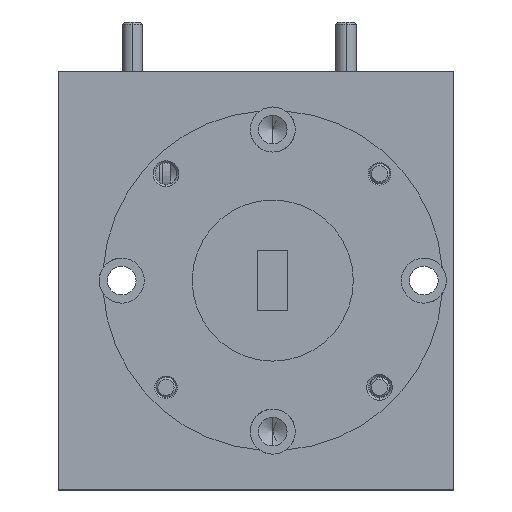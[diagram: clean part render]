
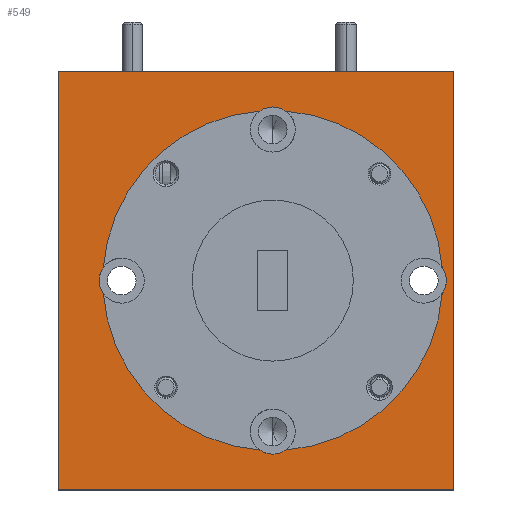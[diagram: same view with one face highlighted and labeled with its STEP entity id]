
A CAD part, left-side view. The second image highlights one B-rep face of the part: STEP entity #549.
In plain terms, the highlighted planar face has unit normal (-1, 0, 0).
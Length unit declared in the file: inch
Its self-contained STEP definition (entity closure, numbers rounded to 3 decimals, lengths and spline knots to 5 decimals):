
#237 = VERTEX_POINT ( 'NONE', #14842 ) ;
#314 = VERTEX_POINT ( 'NONE', #11656 ) ;
#377 = ORIENTED_EDGE ( 'NONE', *, *, #5595, .F. ) ;
#457 = DIRECTION ( 'NONE',  ( -1., 0., 0. ) ) ;
#474 = CIRCLE ( 'NONE', #14633, 0.07 ) ;
#486 = DIRECTION ( 'NONE',  ( -1., 0., 0. ) ) ;
#549 = ADVANCED_FACE ( 'NONE', ( #14298, #765 ), #12020, .F. ) ;
#765 = FACE_BOUND ( 'NONE', #15449, .T. ) ;
#1124 = DIRECTION ( 'NONE',  ( -1., 0., 0. ) ) ;
#1531 = EDGE_CURVE ( 'NONE', #12477, #24692, #7534, .T. ) ;
#1808 = CIRCLE ( 'NONE', #13109, 0.07 ) ;
#1841 = CIRCLE ( 'NONE', #8706, 0.07 ) ;
#2241 = CARTESIAN_POINT ( 'NONE',  ( -3.50416, 0.08455, -0.19676 ) ) ;
#2276 = AXIS2_PLACEMENT_3D ( 'NONE', #17801, #457, #8178 ) ;
#2535 = DIRECTION ( 'NONE',  ( 0., 0., -1. ) ) ;
#3122 = LINE ( 'NONE', #10835, #8600 ) ;
#3147 = ORIENTED_EDGE ( 'NONE', *, *, #3400, .T. ) ;
#3400 = EDGE_CURVE ( 'NONE', #18018, #237, #5165, .T. ) ;
#3450 = AXIS2_PLACEMENT_3D ( 'NONE', #4421, #8479, #2535 ) ;
#4081 = ORIENTED_EDGE ( 'NONE', *, *, #21523, .F. ) ;
#4250 = CARTESIAN_POINT ( 'NONE',  ( -3.50416, 0.04421, 0.79795 ) ) ;
#4333 = VERTEX_POINT ( 'NONE', #23668 ) ;
#4421 = CARTESIAN_POINT ( 'NONE',  ( -3.50416, 0.71021, 0.9792 ) ) ;
#4472 = ORIENTED_EDGE ( 'NONE', *, *, #7458, .F. ) ;
#4530 = CARTESIAN_POINT ( 'NONE',  ( -3.50416, -0.42454, 0.3292 ) ) ;
#4998 = VERTEX_POINT ( 'NONE', #10847 ) ;
#5165 = LINE ( 'NONE', #20377, #13572 ) ;
#5370 = EDGE_LOOP ( 'NONE', ( #14472, #16163, #6215, #3147 ) ) ;
#5556 = EDGE_CURVE ( 'NONE', #4333, #12531, #7750, .T. ) ;
#5595 = EDGE_CURVE ( 'NONE', #12531, #15012, #19487, .T. ) ;
#5701 = DIRECTION ( 'NONE',  ( -1., 0., 0. ) ) ;
#6000 = AXIS2_PLACEMENT_3D ( 'NONE', #4250, #13995, #18187 ) ;
#6001 = VERTEX_POINT ( 'NONE', #2241 ) ;
#6104 = CARTESIAN_POINT ( 'NONE',  ( -3.50416, -0.51779, 0.9792 ) ) ;
#6127 = DIRECTION ( 'NONE',  ( 0., 0., 1. ) ) ;
#6171 = DIRECTION ( 'NONE',  ( 0., 0., 1. ) ) ;
#6209 = LINE ( 'NONE', #8377, #19484 ) ;
#6215 = ORIENTED_EDGE ( 'NONE', *, *, #15264, .F. ) ;
#6284 = CIRCLE ( 'NONE', #2276, 0.5275 ) ;
#6389 = CIRCLE ( 'NONE', #6000, 0.07 ) ;
#6423 = DIRECTION ( 'NONE',  ( 0., 0., 1. ) ) ;
#6497 = ORIENTED_EDGE ( 'NONE', *, *, #10071, .F. ) ;
#6860 = EDGE_CURVE ( 'NONE', #237, #18593, #6209, .T. ) ;
#7236 = EDGE_CURVE ( 'NONE', #18944, #4998, #6284, .T. ) ;
#7458 = EDGE_CURVE ( 'NONE', #24692, #4333, #15626, .T. ) ;
#7534 = CIRCLE ( 'NONE', #16455, 0.07 ) ;
#7569 = CARTESIAN_POINT ( 'NONE',  ( -3.50416, 0.71021, -0.3208 ) ) ;
#7750 = CIRCLE ( 'NONE', #16252, 0.07 ) ;
#7892 = DIRECTION ( 'NONE',  ( 0., 0., 1. ) ) ;
#8065 = VERTEX_POINT ( 'NONE', #12028 ) ;
#8132 = DIRECTION ( 'NONE',  ( -1., 0., 0. ) ) ;
#8178 = DIRECTION ( 'NONE',  ( 0., 0., 1. ) ) ;
#8297 = ORIENTED_EDGE ( 'NONE', *, *, #23478, .F. ) ;
#8377 = CARTESIAN_POINT ( 'NONE',  ( -3.50416, -0.51779, 0.9792 ) ) ;
#8479 = DIRECTION ( 'NONE',  ( 1., 0., 0. ) ) ;
#8600 = VECTOR ( 'NONE', #18044, 39.37008 ) ;
#8706 = AXIS2_PLACEMENT_3D ( 'NONE', #16799, #1124, #10977 ) ;
#9001 = CARTESIAN_POINT ( 'NONE',  ( -3.50416, 0.71021, 0.9792 ) ) ;
#10071 = EDGE_CURVE ( 'NONE', #15012, #8065, #6389, .T. ) ;
#10089 = ORIENTED_EDGE ( 'NONE', *, *, #5556, .F. ) ;
#10133 = CARTESIAN_POINT ( 'NONE',  ( -3.50416, 0.08455, 0.85515 ) ) ;
#10835 = CARTESIAN_POINT ( 'NONE',  ( -3.50416, 0.71021, 0.9792 ) ) ;
#10847 = CARTESIAN_POINT ( 'NONE',  ( -3.50416, 0.57016, 0.36954 ) ) ;
#10977 = DIRECTION ( 'NONE',  ( 0., 0., 1. ) ) ;
#11041 = DIRECTION ( 'NONE',  ( 0., 0., 1. ) ) ;
#11592 = VERTEX_POINT ( 'NONE', #9001 ) ;
#11656 = CARTESIAN_POINT ( 'NONE',  ( -3.50416, 0.57016, 0.28886 ) ) ;
#12020 = PLANE ( 'NONE',  #3450 ) ;
#12028 = CARTESIAN_POINT ( 'NONE',  ( -3.50416, 0.04421, 0.86795 ) ) ;
#12477 = VERTEX_POINT ( 'NONE', #22743 ) ;
#12531 = VERTEX_POINT ( 'NONE', #17390 ) ;
#13109 = AXIS2_PLACEMENT_3D ( 'NONE', #22209, #22699, #11041 ) ;
#13172 = CIRCLE ( 'NONE', #14378, 0.5275 ) ;
#13552 = DIRECTION ( 'NONE',  ( 0., 0., 1. ) ) ;
#13572 = VECTOR ( 'NONE', #22537, 39.37008 ) ;
#13924 = ORIENTED_EDGE ( 'NONE', *, *, #1531, .F. ) ;
#13995 = DIRECTION ( 'NONE',  ( -1., 0., 0. ) ) ;
#14208 = AXIS2_PLACEMENT_3D ( 'NONE', #23806, #23675, #6423 ) ;
#14298 = FACE_OUTER_BOUND ( 'NONE', #5370, .T. ) ;
#14378 = AXIS2_PLACEMENT_3D ( 'NONE', #16063, #486, #6171 ) ;
#14472 = ORIENTED_EDGE ( 'NONE', *, *, #6860, .T. ) ;
#14633 = AXIS2_PLACEMENT_3D ( 'NONE', #20985, #16925, #16802 ) ;
#14842 = CARTESIAN_POINT ( 'NONE',  ( -3.50416, -0.51779, -0.3208 ) ) ;
#15012 = VERTEX_POINT ( 'NONE', #20195 ) ;
#15264 = EDGE_CURVE ( 'NONE', #18018, #11592, #17670, .T. ) ;
#15449 = EDGE_LOOP ( 'NONE', ( #18230, #16117, #18730, #4081, #6497, #377, #10089, #4472, #13924, #8297 ) ) ;
#15626 = CIRCLE ( 'NONE', #16026, 0.5275 ) ;
#16026 = AXIS2_PLACEMENT_3D ( 'NONE', #21957, #8132, #7892 ) ;
#16063 = CARTESIAN_POINT ( 'NONE',  ( -3.50416, 0.04421, 0.3292 ) ) ;
#16117 = ORIENTED_EDGE ( 'NONE', *, *, #22304, .F. ) ;
#16163 = ORIENTED_EDGE ( 'NONE', *, *, #23780, .F. ) ;
#16224 = DIRECTION ( 'NONE',  ( 0., 0., 1. ) ) ;
#16252 = AXIS2_PLACEMENT_3D ( 'NONE', #4530, #19613, #17706 ) ;
#16455 = AXIS2_PLACEMENT_3D ( 'NONE', #23071, #5701, #13552 ) ;
#16681 = CARTESIAN_POINT ( 'NONE',  ( -3.50416, 0.00386, -0.19676 ) ) ;
#16799 = CARTESIAN_POINT ( 'NONE',  ( -3.50416, 0.51296, 0.3292 ) ) ;
#16802 = DIRECTION ( 'NONE',  ( 0., 0., 1. ) ) ;
#16925 = DIRECTION ( 'NONE',  ( -1., 0., 0. ) ) ;
#17390 = CARTESIAN_POINT ( 'NONE',  ( -3.50416, -0.48175, 0.36954 ) ) ;
#17482 = VECTOR ( 'NONE', #6127, 39.37008 ) ;
#17670 = LINE ( 'NONE', #23634, #17482 ) ;
#17706 = DIRECTION ( 'NONE',  ( 0., 0., 1. ) ) ;
#17784 = EDGE_CURVE ( 'NONE', #314, #6001, #13172, .T. ) ;
#17801 = CARTESIAN_POINT ( 'NONE',  ( -3.50416, 0.04421, 0.3292 ) ) ;
#18018 = VERTEX_POINT ( 'NONE', #7569 ) ;
#18044 = DIRECTION ( 'NONE',  ( 0., -1., 0. ) ) ;
#18187 = DIRECTION ( 'NONE',  ( 0., 0., 1. ) ) ;
#18230 = ORIENTED_EDGE ( 'NONE', *, *, #17784, .F. ) ;
#18593 = VERTEX_POINT ( 'NONE', #6104 ) ;
#18730 = ORIENTED_EDGE ( 'NONE', *, *, #7236, .F. ) ;
#18944 = VERTEX_POINT ( 'NONE', #10133 ) ;
#19484 = VECTOR ( 'NONE', #16224, 39.37008 ) ;
#19487 = CIRCLE ( 'NONE', #14208, 0.5275 ) ;
#19613 = DIRECTION ( 'NONE',  ( -1., 0., 0. ) ) ;
#20195 = CARTESIAN_POINT ( 'NONE',  ( -3.50416, 0.00386, 0.85515 ) ) ;
#20377 = CARTESIAN_POINT ( 'NONE',  ( -3.50416, 0.71021, -0.3208 ) ) ;
#20985 = CARTESIAN_POINT ( 'NONE',  ( -3.50416, 0.04421, -0.13955 ) ) ;
#21523 = EDGE_CURVE ( 'NONE', #8065, #18944, #1808, .T. ) ;
#21957 = CARTESIAN_POINT ( 'NONE',  ( -3.50416, 0.04421, 0.3292 ) ) ;
#22209 = CARTESIAN_POINT ( 'NONE',  ( -3.50416, 0.04421, 0.79795 ) ) ;
#22304 = EDGE_CURVE ( 'NONE', #4998, #314, #1841, .T. ) ;
#22537 = DIRECTION ( 'NONE',  ( 0., -1., 0. ) ) ;
#22699 = DIRECTION ( 'NONE',  ( -1., 0., 0. ) ) ;
#22743 = CARTESIAN_POINT ( 'NONE',  ( -3.50416, 0.04421, -0.20955 ) ) ;
#23071 = CARTESIAN_POINT ( 'NONE',  ( -3.50416, 0.04421, -0.13955 ) ) ;
#23478 = EDGE_CURVE ( 'NONE', #6001, #12477, #474, .T. ) ;
#23634 = CARTESIAN_POINT ( 'NONE',  ( -3.50416, 0.71021, 0.9792 ) ) ;
#23668 = CARTESIAN_POINT ( 'NONE',  ( -3.50416, -0.48175, 0.28886 ) ) ;
#23675 = DIRECTION ( 'NONE',  ( -1., 0., 0. ) ) ;
#23780 = EDGE_CURVE ( 'NONE', #11592, #18593, #3122, .T. ) ;
#23806 = CARTESIAN_POINT ( 'NONE',  ( -3.50416, 0.04421, 0.3292 ) ) ;
#24692 = VERTEX_POINT ( 'NONE', #16681 ) ;
